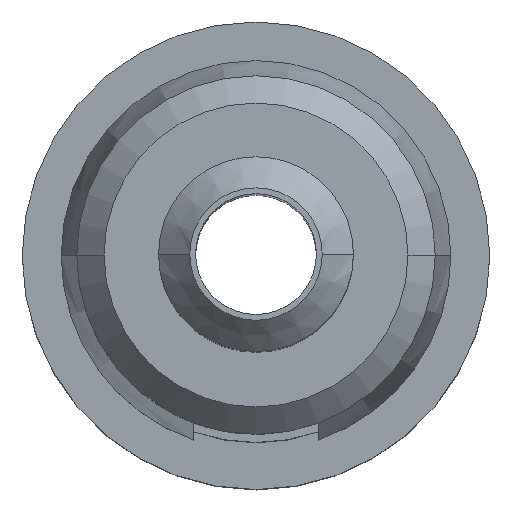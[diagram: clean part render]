
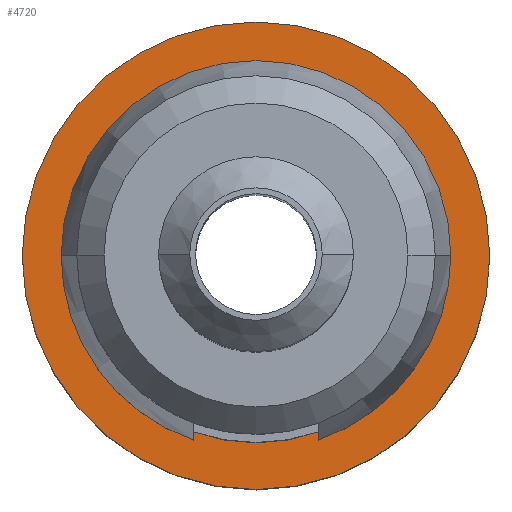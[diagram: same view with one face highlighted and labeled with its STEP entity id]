
A CAD part, top view. The second image highlights one B-rep face of the part: STEP entity #4720.
In plain terms, the highlighted planar face has unit normal (0, 0, 1).
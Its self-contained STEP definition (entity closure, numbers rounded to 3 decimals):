
#4220=CARTESIAN_POINT('',(64.247,77.38,-26.4));
#4230=VERTEX_POINT('',#4220);
#4330=CARTESIAN_POINT('',(69.047,77.38,-26.4));
#4340=VERTEX_POINT('',#4330);
#4370=CARTESIAN_POINT('',(66.647,77.38,-26.4));
#4380=DIRECTION('',(0.,0.,1.));
#4390=DIRECTION('',(1.,0.,0.));
#4400=AXIS2_PLACEMENT_3D('',#4370,#4380,#4390);
#4410=CIRCLE('',#4400,2.4);
#4420=EDGE_CURVE('',#4230,#4340,#4410,.T.);
#4470=CARTESIAN_POINT('',(69.347,77.38,-26.4));
#4480=DIRECTION('',(0.,0.,-1.));
#4490=DIRECTION('',(1.,0.,0.));
#4500=AXIS2_PLACEMENT_3D('',#4470,#4480,#4490);
#4510=PLANE('',#4500);
#4520=CARTESIAN_POINT('',(66.647,77.38,-26.4));
#4530=DIRECTION('',(0.,0.,1.));
#4540=DIRECTION('',(1.,0.,0.));
#4550=AXIS2_PLACEMENT_3D('',#4520,#4530,#4540);
#4560=CIRCLE('',#4550,3.);
#4570=CARTESIAN_POINT('',(69.647,77.38,-26.4));
#4580=VERTEX_POINT('',#4570);
#4590=CARTESIAN_POINT('',(63.647,77.38,-26.4));
#4600=VERTEX_POINT('',#4590);
#4610=EDGE_CURVE('',#4580,#4600,#4560,.T.);
#4620=ORIENTED_EDGE('',*,*,#4610,.T.);
#4630=EDGE_CURVE('',#4600,#4580,#4560,.T.);
#4640=ORIENTED_EDGE('',*,*,#4630,.T.);
#4650=EDGE_LOOP('',(#4640,#4620));
#4660=FACE_OUTER_BOUND('',#4650,.T.);
#4670=EDGE_CURVE('',#4340,#4230,#4410,.T.);
#4680=ORIENTED_EDGE('',*,*,#4670,.F.);
#4690=ORIENTED_EDGE('',*,*,#4420,.F.);
#4700=EDGE_LOOP('',(#4690,#4680));
#4710=FACE_BOUND('',#4700,.T.);
#4720=ADVANCED_FACE('',(#4660,#4710),#4510,.F.);
